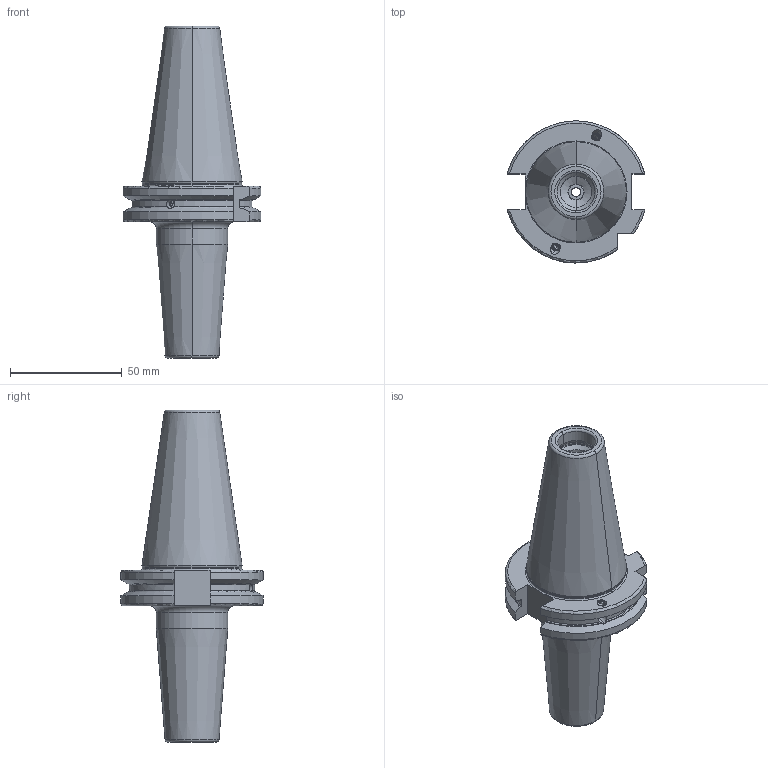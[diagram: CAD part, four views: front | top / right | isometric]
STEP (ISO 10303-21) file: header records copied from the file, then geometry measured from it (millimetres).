
FILE_DESCRIPTION((''),'2;1');
FILE_NAME('403_70_10_K','2020-08-31T',('104091'),(''),'CREO PARAMETRIC BY PTC INC, 2016260','CREO PARAMETRIC BY PTC INC, 2016260','');
FILE_SCHEMA(('CONFIG_CONTROL_DESIGN'));
Length unit declared in the file: millimetre
Products named in the file (1): 403_70_10_K
Bounding box: 61.48 x 63.54 x 148.4 mm (x, y, z)
Volume: 134289.3 mm3; surface area: 28664.3 mm2
Topology: 1 solids, 1 shells, 232 faces, 564 edges, 347 vertices
Faces by surface type: plane 75, cylinder 63, cone 58, torus 36
Entity records: 7451 total; most frequent: CARTESIAN_POINT 1991, DIRECTION 1152, ORIENTED_EDGE 1120, EDGE_CURVE 560, AXIS2_PLACEMENT_3D 448, VERTEX_POINT 343, VECTOR 256, LINE 256
